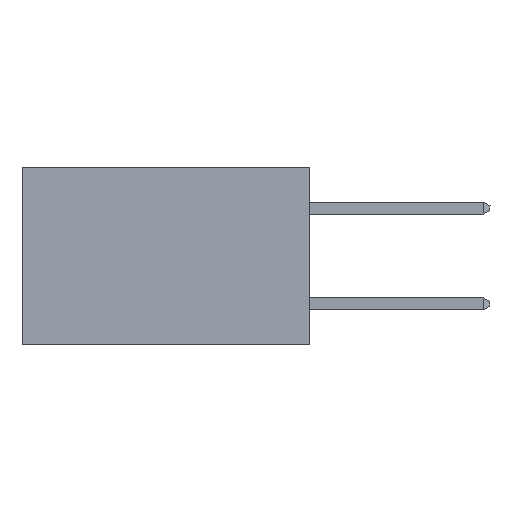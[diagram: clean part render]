
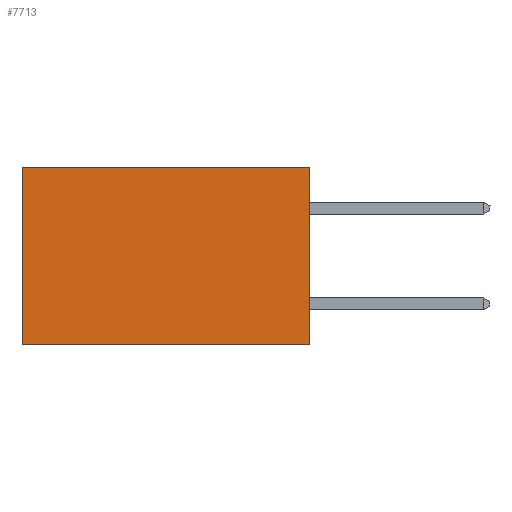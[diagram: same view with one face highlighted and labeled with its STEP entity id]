
A CAD part, left-side view. The second image highlights one B-rep face of the part: STEP entity #7713.
In plain terms, the highlighted planar face has unit normal (-1, 0, 0).
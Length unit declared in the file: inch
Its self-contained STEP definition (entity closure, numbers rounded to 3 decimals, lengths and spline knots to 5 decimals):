
#48 = CARTESIAN_POINT ( 'NONE',  ( 0.2875, 0., -0.37 ) ) ;
#327 = VERTEX_POINT ( 'NONE', #420 ) ;
#420 = CARTESIAN_POINT ( 'NONE',  ( 0.2875, 0.6, -0.37 ) ) ;
#581 = DIRECTION ( 'NONE',  ( 1., 0., 0. ) ) ;
#965 = VERTEX_POINT ( 'NONE', #48 ) ;
#1765 = CARTESIAN_POINT ( 'NONE',  ( 0.2875, 0., 0. ) ) ;
#2015 = EDGE_CURVE ( 'NONE', #965, #327, #9794, .T. ) ;
#2120 = FACE_OUTER_BOUND ( 'NONE', #7808, .T. ) ;
#2405 = VECTOR ( 'NONE', #5035, 39.37008 ) ;
#2758 = PLANE ( 'NONE',  #10103 ) ;
#2824 = ORIENTED_EDGE ( 'NONE', *, *, #2015, .F. ) ;
#3869 = EDGE_CURVE ( 'NONE', #5955, #6592, #9575, .T. ) ;
#4307 = VECTOR ( 'NONE', #9681, 39.37008 ) ;
#4352 = ORIENTED_EDGE ( 'NONE', *, *, #10087, .F. ) ;
#5035 = DIRECTION ( 'NONE',  ( 0., 0., -1. ) ) ;
#5592 = DIRECTION ( 'NONE',  ( 0., 0., -1. ) ) ;
#5955 = VERTEX_POINT ( 'NONE', #11473 ) ;
#5965 = CARTESIAN_POINT ( 'NONE',  ( 0.2875, 0., 0. ) ) ;
#6592 = VERTEX_POINT ( 'NONE', #7312 ) ;
#6750 = CARTESIAN_POINT ( 'NONE',  ( 0.2875, 0.6, 0. ) ) ;
#7312 = CARTESIAN_POINT ( 'NONE',  ( 0.2875, 0.6, 0. ) ) ;
#7325 = LINE ( 'NONE', #6750, #12231 ) ;
#7713 = ADVANCED_FACE ( 'NONE', ( #2120 ), #2758, .F. ) ;
#7808 = EDGE_LOOP ( 'NONE', ( #13519, #2824, #4352, #9305 ) ) ;
#8260 = DIRECTION ( 'NONE',  ( 0., 0., -1. ) ) ;
#9305 = ORIENTED_EDGE ( 'NONE', *, *, #3869, .T. ) ;
#9575 = LINE ( 'NONE', #5965, #10229 ) ;
#9681 = DIRECTION ( 'NONE',  ( 0., 1., 0. ) ) ;
#9794 = LINE ( 'NONE', #10817, #4307 ) ;
#10087 = EDGE_CURVE ( 'NONE', #5955, #965, #13700, .T. ) ;
#10103 = AXIS2_PLACEMENT_3D ( 'NONE', #12387, #581, #8260 ) ;
#10229 = VECTOR ( 'NONE', #13327, 39.37008 ) ;
#10817 = CARTESIAN_POINT ( 'NONE',  ( 0.2875, 0., -0.37 ) ) ;
#11473 = CARTESIAN_POINT ( 'NONE',  ( 0.2875, 0., 0. ) ) ;
#11610 = EDGE_CURVE ( 'NONE', #6592, #327, #7325, .T. ) ;
#12231 = VECTOR ( 'NONE', #5592, 39.37008 ) ;
#12387 = CARTESIAN_POINT ( 'NONE',  ( 0.2875, 0., 0. ) ) ;
#13327 = DIRECTION ( 'NONE',  ( 0., 1., 0. ) ) ;
#13519 = ORIENTED_EDGE ( 'NONE', *, *, #11610, .T. ) ;
#13700 = LINE ( 'NONE', #1765, #2405 ) ;
